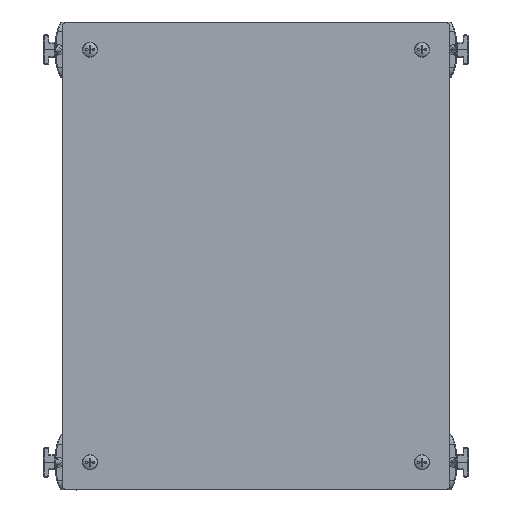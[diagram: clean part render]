
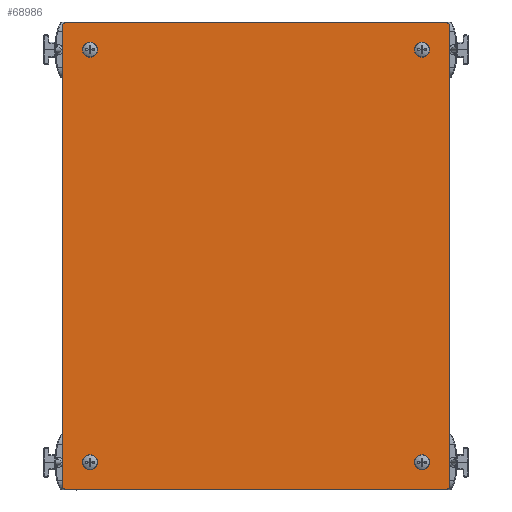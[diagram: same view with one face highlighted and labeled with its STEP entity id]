
A CAD part, top view. The second image highlights one B-rep face of the part: STEP entity #68986.
In plain terms, the highlighted planar face has unit normal (0, 0, 1).
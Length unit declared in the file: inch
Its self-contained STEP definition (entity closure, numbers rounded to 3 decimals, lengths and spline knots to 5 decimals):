
#875 = DIRECTION ( 'NONE',  ( 0., 0., 1. ) ) ;
#1422 = DIRECTION ( 'NONE',  ( -1., 0., 0. ) ) ;
#3357 = EDGE_CURVE ( 'NONE', #42307, #48347, #29801, .T. ) ;
#6697 = DIRECTION ( 'NONE',  ( 0., 1., 0. ) ) ;
#7638 = CARTESIAN_POINT ( 'NONE',  ( 4.91455, -5.71209, 0.04 ) ) ;
#7925 = ORIENTED_EDGE ( 'NONE', *, *, #81556, .T. ) ;
#9513 = CARTESIAN_POINT ( 'NONE',  ( 4.35205, 5.10041, 0.04 ) ) ;
#9934 = VECTOR ( 'NONE', #108050, 39.37008 ) ;
#11020 = DIRECTION ( 'NONE',  ( 1., 0., 0. ) ) ;
#11775 = CARTESIAN_POINT ( 'NONE',  ( 0.10205, 5.78791, 0.04 ) ) ;
#12314 = VERTEX_POINT ( 'NONE', #73857 ) ;
#12880 = ORIENTED_EDGE ( 'NONE', *, *, #71582, .T. ) ;
#13965 = VERTEX_POINT ( 'NONE', #68277 ) ;
#14000 = VERTEX_POINT ( 'NONE', #48442 ) ;
#15715 = ORIENTED_EDGE ( 'NONE', *, *, #51030, .T. ) ;
#17067 = ORIENTED_EDGE ( 'NONE', *, *, #49280, .T. ) ;
#18607 = DIRECTION ( 'NONE',  ( 0., 0., 1. ) ) ;
#19653 = VERTEX_POINT ( 'NONE', #9513 ) ;
#19928 = CARTESIAN_POINT ( 'NONE',  ( 4.78955, -5.71209, 0.04 ) ) ;
#20831 = CARTESIAN_POINT ( 'NONE',  ( -4.58545, -5.83709, 0.04 ) ) ;
#22565 = VECTOR ( 'NONE', #6697, 39.37008 ) ;
#22600 = ORIENTED_EDGE ( 'NONE', *, *, #87454, .T. ) ;
#23838 = VERTEX_POINT ( 'NONE', #20831 ) ;
#23865 = ORIENTED_EDGE ( 'NONE', *, *, #60854, .T. ) ;
#24241 = LINE ( 'NONE', #84704, #77198 ) ;
#25815 = EDGE_LOOP ( 'NONE', ( #22600, #23865, #34689, #47525, #79753, #77001, #106932, #17067 ) ) ;
#26569 = AXIS2_PLACEMENT_3D ( 'NONE', #19928, #45338, #79798 ) ;
#28697 = DIRECTION ( 'NONE',  ( -1., 0., 0. ) ) ;
#29801 = CIRCLE ( 'NONE', #56895, 0.125 ) ;
#31135 = PLANE ( 'NONE',  #69281 ) ;
#31270 = DIRECTION ( 'NONE',  ( 1., 0., 0. ) ) ;
#31713 = CIRCLE ( 'NONE', #38975, 0.125 ) ;
#31774 = EDGE_LOOP ( 'NONE', ( #7925 ) ) ;
#34689 = ORIENTED_EDGE ( 'NONE', *, *, #3357, .T. ) ;
#34877 = AXIS2_PLACEMENT_3D ( 'NONE', #78226, #875, #1422 ) ;
#34992 = AXIS2_PLACEMENT_3D ( 'NONE', #46030, #36375, #11020 ) ;
#35535 = CARTESIAN_POINT ( 'NONE',  ( -4.58545, -5.71209, 0.04 ) ) ;
#35959 = AXIS2_PLACEMENT_3D ( 'NONE', #74424, #48979, #41608 ) ;
#36375 = DIRECTION ( 'NONE',  ( 0., 0., -1. ) ) ;
#36655 = DIRECTION ( 'NONE',  ( -1., 0., 0. ) ) ;
#38000 = VERTEX_POINT ( 'NONE', #7638 ) ;
#38975 = AXIS2_PLACEMENT_3D ( 'NONE', #108717, #48764, #31270 ) ;
#41336 = AXIS2_PLACEMENT_3D ( 'NONE', #35535, #18607, #36655 ) ;
#41608 = DIRECTION ( 'NONE',  ( 1., 0., 0. ) ) ;
#42307 = VERTEX_POINT ( 'NONE', #69095 ) ;
#43054 = EDGE_CURVE ( 'NONE', #62575, #62575, #111739, .T. ) ;
#45338 = DIRECTION ( 'NONE',  ( 0., 0., 1. ) ) ;
#46030 = CARTESIAN_POINT ( 'NONE',  ( 4.22705, 5.10041, 0.04 ) ) ;
#47290 = VECTOR ( 'NONE', #28697, 39.37008 ) ;
#47504 = FACE_OUTER_BOUND ( 'NONE', #25815, .T. ) ;
#47525 = ORIENTED_EDGE ( 'NONE', *, *, #59488, .T. ) ;
#47704 = CIRCLE ( 'NONE', #34992, 0.125 ) ;
#48213 = CIRCLE ( 'NONE', #26569, 0.125 ) ;
#48347 = VERTEX_POINT ( 'NONE', #59570 ) ;
#48442 = CARTESIAN_POINT ( 'NONE',  ( -3.89745, 5.10041, 0.04 ) ) ;
#48497 = CARTESIAN_POINT ( 'NONE',  ( 4.91455, -0.02459, 0.04 ) ) ;
#48764 = DIRECTION ( 'NONE',  ( 0., 0., -1. ) ) ;
#48979 = DIRECTION ( 'NONE',  ( 0., 0., -1. ) ) ;
#49171 = FACE_BOUND ( 'NONE', #78015, .T. ) ;
#49280 = EDGE_CURVE ( 'NONE', #38000, #62325, #55290, .T. ) ;
#50512 = DIRECTION ( 'NONE',  ( 1., 0., 0. ) ) ;
#50806 = DIRECTION ( 'NONE',  ( 0., 0., 1. ) ) ;
#51030 = EDGE_CURVE ( 'NONE', #19653, #19653, #47704, .T. ) ;
#51616 = CARTESIAN_POINT ( 'NONE',  ( -4.58545, 5.66291, 0.04 ) ) ;
#52305 = DIRECTION ( 'NONE',  ( 0., 0., -1. ) ) ;
#54261 = AXIS2_PLACEMENT_3D ( 'NONE', #101560, #52305, #62471 ) ;
#55290 = LINE ( 'NONE', #48497, #22565 ) ;
#55841 = EDGE_CURVE ( 'NONE', #13965, #23838, #86471, .T. ) ;
#55983 = CARTESIAN_POINT ( 'NONE',  ( 4.78955, 5.78791, 0.04 ) ) ;
#56895 = AXIS2_PLACEMENT_3D ( 'NONE', #51616, #92998, #50512 ) ;
#58198 = FACE_BOUND ( 'NONE', #31774, .T. ) ;
#58274 = CARTESIAN_POINT ( 'NONE',  ( 4.78955, -5.83709, 0.04 ) ) ;
#59488 = EDGE_CURVE ( 'NONE', #48347, #13965, #24241, .T. ) ;
#59570 = CARTESIAN_POINT ( 'NONE',  ( -4.71045, 5.66291, 0.04 ) ) ;
#60854 = EDGE_CURVE ( 'NONE', #110804, #42307, #106124, .T. ) ;
#62325 = VERTEX_POINT ( 'NONE', #111711 ) ;
#62471 = DIRECTION ( 'NONE',  ( 1., 0., 0. ) ) ;
#62575 = VERTEX_POINT ( 'NONE', #79526 ) ;
#63372 = LINE ( 'NONE', #72983, #9934 ) ;
#66140 = FACE_BOUND ( 'NONE', #77552, .T. ) ;
#68277 = CARTESIAN_POINT ( 'NONE',  ( -4.71045, -5.71209, 0.04 ) ) ;
#68986 = ADVANCED_FACE ( 'NONE', ( #49171, #58198, #108586, #66140, #47504 ), #31135, .T. ) ;
#69095 = CARTESIAN_POINT ( 'NONE',  ( -4.58545, 5.78791, 0.04 ) ) ;
#69281 = AXIS2_PLACEMENT_3D ( 'NONE', #94369, #50806, #110766 ) ;
#71582 = EDGE_CURVE ( 'NONE', #12314, #12314, #31713, .T. ) ;
#72983 = CARTESIAN_POINT ( 'NONE',  ( 0.10205, -5.83709, 0.04 ) ) ;
#73857 = CARTESIAN_POINT ( 'NONE',  ( 4.35205, -5.14959, 0.04 ) ) ;
#74424 = CARTESIAN_POINT ( 'NONE',  ( -4.02245, -5.14959, 0.04 ) ) ;
#77001 = ORIENTED_EDGE ( 'NONE', *, *, #88482, .T. ) ;
#77198 = VECTOR ( 'NONE', #93750, 39.37008 ) ;
#77552 = EDGE_LOOP ( 'NONE', ( #12880 ) ) ;
#78015 = EDGE_LOOP ( 'NONE', ( #110959 ) ) ;
#78226 = CARTESIAN_POINT ( 'NONE',  ( 4.78955, 5.66291, 0.04 ) ) ;
#79364 = VERTEX_POINT ( 'NONE', #58274 ) ;
#79526 = CARTESIAN_POINT ( 'NONE',  ( -3.89745, -5.14959, 0.04 ) ) ;
#79753 = ORIENTED_EDGE ( 'NONE', *, *, #55841, .T. ) ;
#79798 = DIRECTION ( 'NONE',  ( -1., 0., 0. ) ) ;
#81294 = CIRCLE ( 'NONE', #54261, 0.125 ) ;
#81556 = EDGE_CURVE ( 'NONE', #14000, #14000, #81294, .T. ) ;
#81768 = CIRCLE ( 'NONE', #34877, 0.125 ) ;
#84704 = CARTESIAN_POINT ( 'NONE',  ( -4.71045, -0.02459, 0.04 ) ) ;
#86471 = CIRCLE ( 'NONE', #41336, 0.125 ) ;
#87454 = EDGE_CURVE ( 'NONE', #62325, #110804, #81768, .T. ) ;
#88482 = EDGE_CURVE ( 'NONE', #23838, #79364, #63372, .T. ) ;
#92998 = DIRECTION ( 'NONE',  ( 0., 0., 1. ) ) ;
#93750 = DIRECTION ( 'NONE',  ( 0., -1., 0. ) ) ;
#94369 = CARTESIAN_POINT ( 'NONE',  ( 0.10205, -0.02459, 0.04 ) ) ;
#94604 = EDGE_CURVE ( 'NONE', #79364, #38000, #48213, .T. ) ;
#101560 = CARTESIAN_POINT ( 'NONE',  ( -4.02245, 5.10041, 0.04 ) ) ;
#102789 = EDGE_LOOP ( 'NONE', ( #15715 ) ) ;
#106124 = LINE ( 'NONE', #11775, #47290 ) ;
#106932 = ORIENTED_EDGE ( 'NONE', *, *, #94604, .T. ) ;
#108050 = DIRECTION ( 'NONE',  ( 1., 0., 0. ) ) ;
#108586 = FACE_BOUND ( 'NONE', #102789, .T. ) ;
#108717 = CARTESIAN_POINT ( 'NONE',  ( 4.22705, -5.14959, 0.04 ) ) ;
#110766 = DIRECTION ( 'NONE',  ( 1., 0., 0. ) ) ;
#110804 = VERTEX_POINT ( 'NONE', #55983 ) ;
#110959 = ORIENTED_EDGE ( 'NONE', *, *, #43054, .T. ) ;
#111711 = CARTESIAN_POINT ( 'NONE',  ( 4.91455, 5.66291, 0.04 ) ) ;
#111739 = CIRCLE ( 'NONE', #35959, 0.125 ) ;
